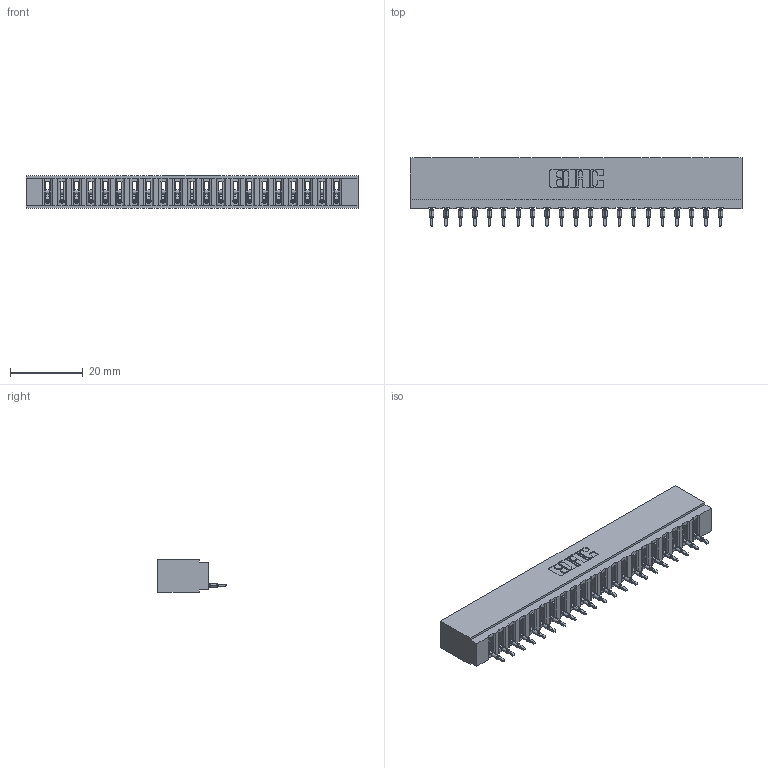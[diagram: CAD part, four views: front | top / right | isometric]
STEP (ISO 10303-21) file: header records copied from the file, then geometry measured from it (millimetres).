
FILE_DESCRIPTION (( 'STEP AP203' ), '1' );
FILE_NAME ('717-021-520-101.STEP', '2026-02-20T20:44:21', ( '' ), ( '' ), 'SwSTEP 2.0', 'SolidWorks 2023', '' );
FILE_SCHEMA (( 'CONFIG_CONTROL_DESIGN' ));
Length unit declared in the file: millimetre
Products named in the file (3): 717-021-520-101; 717 Part_Insulator Option - 06; 745-292-001_520
Assembly tree (22 placements, depth 2):
  717-021-520-101
    717 Part_Insulator Option - 06
    745-292-001_520  x21
Bounding box: 91.08 x 18.78 x 8.89 mm (x, y, z)
Volume: 7755.9 mm3; surface area: 10518.7 mm2
Topology: 22 solids, 22 shells, 2467 faces, 6782 edges, 4282 vertices
Faces by surface type: plane 1482, cylinder 439, bspline 420, torus 126
Entity records: 38173 total; most frequent: CARTESIAN_POINT 7230, ORIENTED_EDGE 6644, DIRECTION 5778, EDGE_CURVE 3322, VECTOR 3014, LINE 3014, VERTEX_POINT 2122, AXIS2_PLACEMENT_3D 1382
